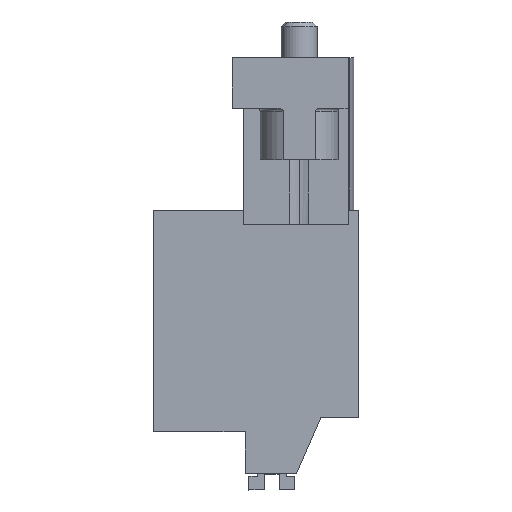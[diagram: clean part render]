
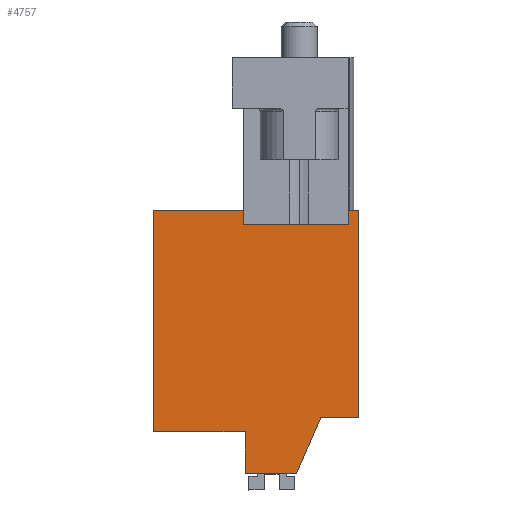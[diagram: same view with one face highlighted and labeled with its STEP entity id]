
A CAD part, left-side view. The second image highlights one B-rep face of the part: STEP entity #4757.
In plain terms, the highlighted planar face has unit normal (-1, 0, 0).
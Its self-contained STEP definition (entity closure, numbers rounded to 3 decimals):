
#4724=AXIS2_PLACEMENT_3D('Plane Axis2P3D',#4721,#4722,#4723) ;
#129=CARTESIAN_POINT('Vertex',(5.,7.85,4.043)) ;
#183=CARTESIAN_POINT('Vertex',(5.,7.85,1.143)) ;
#186=CARTESIAN_POINT('Line Origine',(5.,7.85,2.593)) ;
#291=CARTESIAN_POINT('Vertex',(5.,0.,5.043)) ;
#294=CARTESIAN_POINT('Line Origine',(5.,1.3,5.043)) ;
#298=CARTESIAN_POINT('Vertex',(5.,2.6,5.043)) ;
#472=CARTESIAN_POINT('Vertex',(5.,14.2,4.043)) ;
#480=CARTESIAN_POINT('Line Origine',(5.,11.025,4.043)) ;
#791=CARTESIAN_POINT('Vertex',(5.,0.,19.383)) ;
#794=CARTESIAN_POINT('Line Origine',(5.,0.,12.213)) ;
#1132=CARTESIAN_POINT('Vertex',(5.,14.2,19.383)) ;
#1135=CARTESIAN_POINT('Line Origine',(5.,14.2,11.713)) ;
#2581=CARTESIAN_POINT('Vertex',(5.,0.723,19.383)) ;
#2584=CARTESIAN_POINT('Line Origine',(5.,0.361,19.383)) ;
#2608=CARTESIAN_POINT('Vertex',(5.,7.968,19.383)) ;
#2611=CARTESIAN_POINT('Line Origine',(5.,11.084,19.383)) ;
#2659=CARTESIAN_POINT('Line Origine',(5.,7.968,18.883)) ;
#2663=CARTESIAN_POINT('Vertex',(5.,7.968,18.383)) ;
#4695=CARTESIAN_POINT('Line Origine',(5.,3.45,3.093)) ;
#4699=CARTESIAN_POINT('Vertex',(5.,4.3,1.143)) ;
#4721=CARTESIAN_POINT('Axis2P3D Location',(5.,6.8,19.383)) ;
#4726=CARTESIAN_POINT('Line Origine',(5.,6.075,1.143)) ;
#4731=CARTESIAN_POINT('Line Origine',(5.,0.723,18.883)) ;
#4735=CARTESIAN_POINT('Vertex',(5.,0.723,18.383)) ;
#4738=CARTESIAN_POINT('Line Origine',(5.,4.345,18.383)) ;
#187=DIRECTION('Vector Direction',(0.,0.,-1.)) ;
#295=DIRECTION('Vector Direction',(0.,-1.,0.)) ;
#481=DIRECTION('Vector Direction',(0.,-1.,0.)) ;
#795=DIRECTION('Vector Direction',(0.,0.,1.)) ;
#1136=DIRECTION('Vector Direction',(0.,0.,-1.)) ;
#2585=DIRECTION('Vector Direction',(0.,1.,0.)) ;
#2612=DIRECTION('Vector Direction',(0.,1.,0.)) ;
#2660=DIRECTION('Vector Direction',(0.,0.,-1.)) ;
#4696=DIRECTION('Vector Direction',(0.,-0.4,0.917)) ;
#4722=DIRECTION('Axis2P3D Direction',(-1.,0.,0.)) ;
#4723=DIRECTION('Axis2P3D XDirection',(0.,1.,0.)) ;
#4727=DIRECTION('Vector Direction',(0.,-1.,0.)) ;
#4732=DIRECTION('Vector Direction',(0.,0.,-1.)) ;
#4739=DIRECTION('Vector Direction',(0.,-1.,0.)) ;
#188=VECTOR('Line Direction',#187,1.) ;
#296=VECTOR('Line Direction',#295,1.) ;
#482=VECTOR('Line Direction',#481,1.) ;
#796=VECTOR('Line Direction',#795,1.) ;
#1137=VECTOR('Line Direction',#1136,1.) ;
#2586=VECTOR('Line Direction',#2585,1.) ;
#2613=VECTOR('Line Direction',#2612,1.) ;
#2661=VECTOR('Line Direction',#2660,1.) ;
#4697=VECTOR('Line Direction',#4696,1.) ;
#4728=VECTOR('Line Direction',#4727,1.) ;
#4733=VECTOR('Line Direction',#4732,1.) ;
#4740=VECTOR('Line Direction',#4739,1.) ;
#4744=ORIENTED_EDGE('',*,*,#2615,.T.) ;
#4745=ORIENTED_EDGE('',*,*,#1139,.T.) ;
#4746=ORIENTED_EDGE('',*,*,#484,.T.) ;
#4747=ORIENTED_EDGE('',*,*,#190,.T.) ;
#4748=ORIENTED_EDGE('',*,*,#4730,.T.) ;
#4749=ORIENTED_EDGE('',*,*,#4701,.T.) ;
#4750=ORIENTED_EDGE('',*,*,#300,.T.) ;
#4751=ORIENTED_EDGE('',*,*,#798,.T.) ;
#4752=ORIENTED_EDGE('',*,*,#2588,.T.) ;
#4753=ORIENTED_EDGE('',*,*,#4737,.T.) ;
#4754=ORIENTED_EDGE('',*,*,#4742,.F.) ;
#4755=ORIENTED_EDGE('',*,*,#2665,.T.) ;
#4757=ADVANCED_FACE('HOUSING',(#4756),#4725,.T.) ;
#190=EDGE_CURVE('',#130,#184,#189,.T.) ;
#300=EDGE_CURVE('',#299,#292,#297,.T.) ;
#484=EDGE_CURVE('',#473,#130,#483,.T.) ;
#798=EDGE_CURVE('',#292,#792,#797,.T.) ;
#1139=EDGE_CURVE('',#1133,#473,#1138,.T.) ;
#2588=EDGE_CURVE('',#792,#2582,#2587,.T.) ;
#2615=EDGE_CURVE('',#2609,#1133,#2614,.T.) ;
#2665=EDGE_CURVE('',#2664,#2609,#2662,.F.) ;
#4701=EDGE_CURVE('',#4700,#299,#4698,.T.) ;
#4730=EDGE_CURVE('',#184,#4700,#4729,.T.) ;
#4737=EDGE_CURVE('',#2582,#4736,#4734,.T.) ;
#4742=EDGE_CURVE('',#2664,#4736,#4741,.T.) ;
#4743=EDGE_LOOP('',(#4744,#4745,#4746,#4747,#4748,#4749,#4750,#4751,#4752,#4753,#4754,#4755)) ;
#4756=FACE_OUTER_BOUND('',#4743,.T.) ;
#189=LINE('Line',#186,#188) ;
#297=LINE('Line',#294,#296) ;
#483=LINE('Line',#480,#482) ;
#797=LINE('Line',#794,#796) ;
#1138=LINE('Line',#1135,#1137) ;
#2587=LINE('Line',#2584,#2586) ;
#2614=LINE('Line',#2611,#2613) ;
#2662=LINE('Line',#2659,#2661) ;
#4698=LINE('Line',#4695,#4697) ;
#4729=LINE('Line',#4726,#4728) ;
#4734=LINE('Line',#4731,#4733) ;
#4741=LINE('Line',#4738,#4740) ;
#4725=PLANE('',#4724) ;
#130=VERTEX_POINT('',#129) ;
#184=VERTEX_POINT('',#183) ;
#292=VERTEX_POINT('',#291) ;
#299=VERTEX_POINT('',#298) ;
#473=VERTEX_POINT('',#472) ;
#792=VERTEX_POINT('',#791) ;
#1133=VERTEX_POINT('',#1132) ;
#2582=VERTEX_POINT('',#2581) ;
#2609=VERTEX_POINT('',#2608) ;
#2664=VERTEX_POINT('',#2663) ;
#4700=VERTEX_POINT('',#4699) ;
#4736=VERTEX_POINT('',#4735) ;
